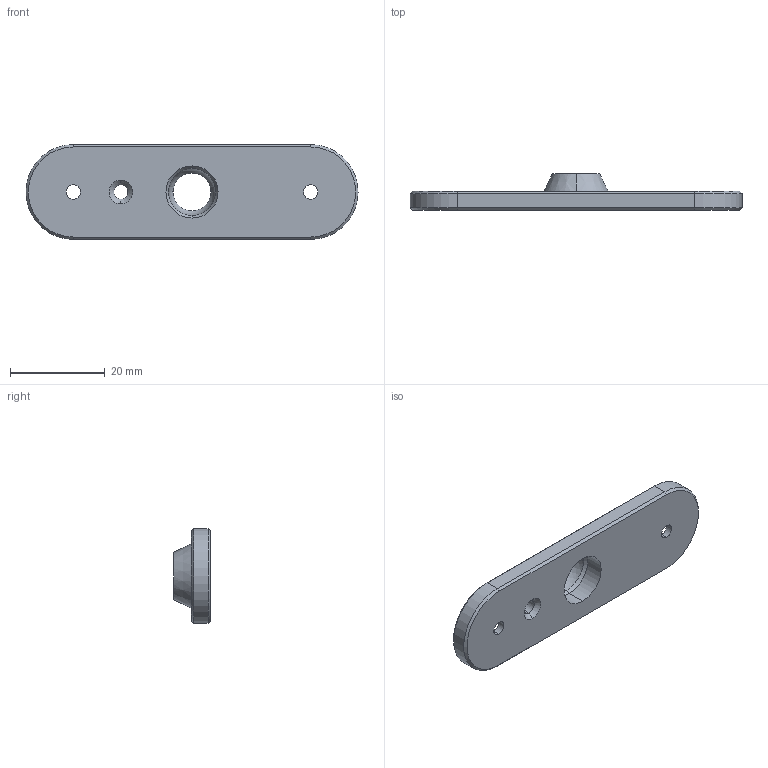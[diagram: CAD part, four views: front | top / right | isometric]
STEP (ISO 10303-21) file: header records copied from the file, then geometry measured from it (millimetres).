
FILE_DESCRIPTION (( 'STEP AP214' ), '1' );
FILE_NAME ('Pieza4.a.STEP', '2020-06-10T01:16:21', ( '' ), ( '' ), 'SwSTEP 2.0', 'SolidWorks 2013', '' );
FILE_SCHEMA (( 'AUTOMOTIVE_DESIGN' ));
Length unit declared in the file: millimetre
Products named in the file (1): Pieza4.a
Bounding box: 70 x 7.75 x 20 mm (x, y, z)
Volume: 4516.1 mm3; surface area: 3542.3 mm2
Topology: 1 solids, 1 shells, 43 faces, 98 edges, 58 vertices
Faces by surface type: cone 16, cylinder 14, plane 11, sphere 2
Entity records: 1248 total; most frequent: DIRECTION 236, CARTESIAN_POINT 198, ORIENTED_EDGE 192, AXIS2_PLACEMENT_3D 96, EDGE_CURVE 96, VERTEX_POINT 58, EDGE_LOOP 54, CIRCLE 52
